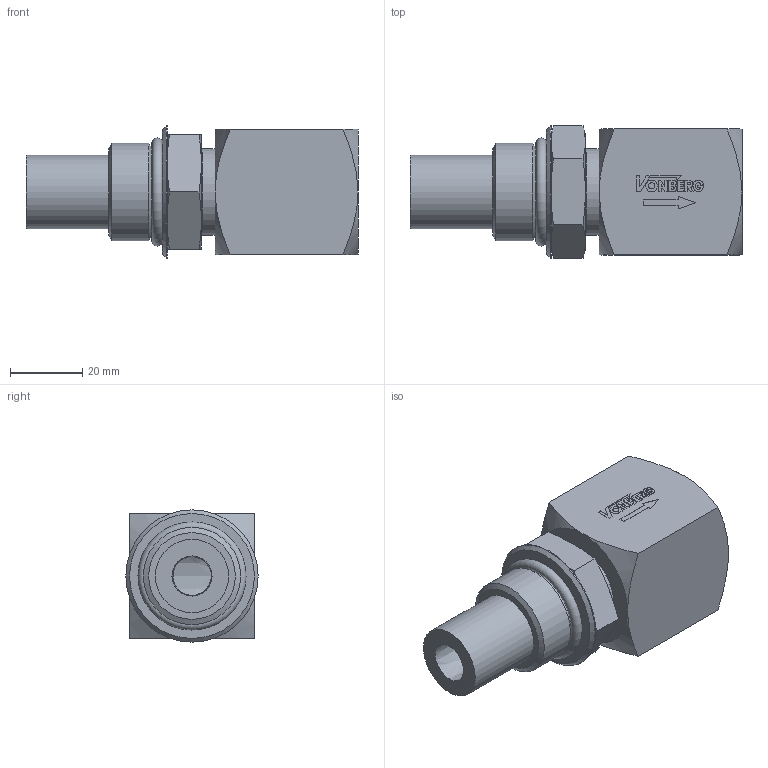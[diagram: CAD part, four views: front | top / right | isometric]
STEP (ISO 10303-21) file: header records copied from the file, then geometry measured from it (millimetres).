
FILE_DESCRIPTION((''),'2;1');
FILE_NAME('8712.stp','2015-02-18T09:09:19',('jml'),(''),'Autodesk Inventor 2010','Autodesk Inventor 2010','');
FILE_SCHEMA(('AUTOMOTIVE_DESIGN { 1 0 10303 214 1 1 1 1 }'));
Length unit declared in the file: inch
Products named in the file (5): 8712; 221323; 912 O-RING; 990261; 990262
Assembly tree (4 placements, depth 2):
  8712
    221323
    912 O-RING
    990261
    990262
Bounding box: 92.08 x 36.68 x 36.68 mm (x, y, z)
Volume: 56991.9 mm3; surface area: 20339.9 mm2
Topology: 4 solids, 4 shells, 159 faces, 383 edges, 245 vertices
Faces by surface type: plane 102, cone 29, cylinder 23, bspline 3, torus 2
Full cylindrical faces by diameter (mm): 1.74 x1, 20.32 x1, 20.638 x1, 24.054 x2, 24.689 x1, 26.975 x2, 36.678 x1
Entity records: 4707 total; most frequent: CARTESIAN_POINT 925, DIRECTION 722, ORIENTED_EDGE 708, EDGE_CURVE 354, AXIS2_PLACEMENT_3D 244, VERTEX_POINT 239, VECTOR 234, LINE 234
